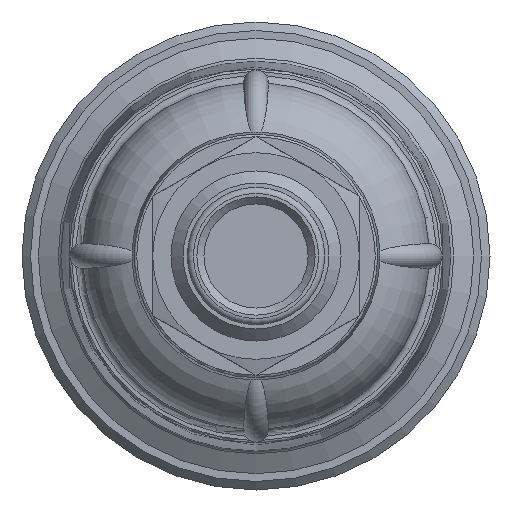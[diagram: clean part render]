
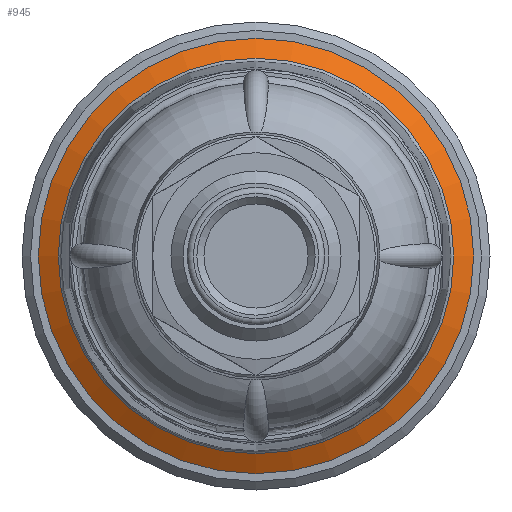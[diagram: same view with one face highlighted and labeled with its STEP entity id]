
A CAD part, front view. The second image highlights one B-rep face of the part: STEP entity #945.
In plain terms, the highlighted conical face has half-angle 60 degrees and reference radius 17.91 mm.
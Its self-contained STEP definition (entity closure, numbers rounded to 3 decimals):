
#32=CONICAL_SURFACE('',#1071,17.91,1.047);
#249=ORIENTED_EDGE('',*,*,#492,.F.);
#250=ORIENTED_EDGE('',*,*,#491,.T.);
#491=EDGE_CURVE('',#608,#608,#681,.T.);
#492=EDGE_CURVE('',#609,#609,#682,.T.);
#608=VERTEX_POINT('',#1699);
#609=VERTEX_POINT('',#1702);
#681=CIRCLE('',#1070,17.91);
#682=CIRCLE('',#1072,16.272);
#742=EDGE_LOOP('',(#249));
#743=EDGE_LOOP('',(#250));
#838=FACE_BOUND('',#742,.T.);
#839=FACE_BOUND('',#743,.T.);
#945=ADVANCED_FACE('',(#838,#839),#32,.T.);
#1070=AXIS2_PLACEMENT_3D('',#1698,#1267,#1268);
#1071=AXIS2_PLACEMENT_3D('',#1700,#1269,#1270);
#1072=AXIS2_PLACEMENT_3D('',#1701,#1271,#1272);
#1267=DIRECTION('',(0.,-1.,0.));
#1268=DIRECTION('',(0.,0.,-1.));
#1269=DIRECTION('',(0.,1.,0.));
#1270=DIRECTION('',(0.,0.,1.));
#1271=DIRECTION('',(0.,-1.,0.));
#1272=DIRECTION('',(0.,0.,-1.));
#1698=CARTESIAN_POINT('',(0.,62.2,0.));
#1699=CARTESIAN_POINT('',(0.,62.2,-17.91));
#1700=CARTESIAN_POINT('',(0.,62.2,0.));
#1701=CARTESIAN_POINT('',(0.,61.254,0.));
#1702=CARTESIAN_POINT('',(0.,61.254,-16.272));
